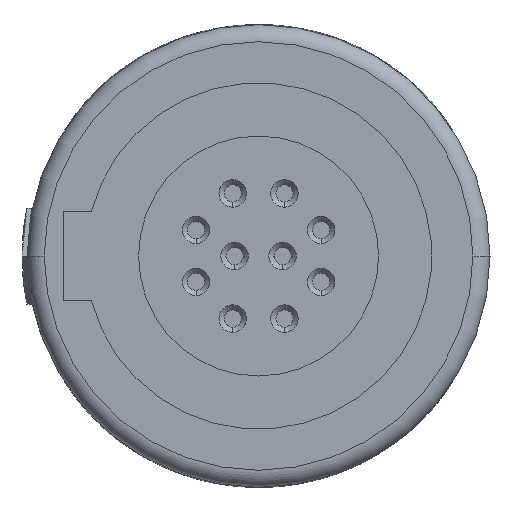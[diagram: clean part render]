
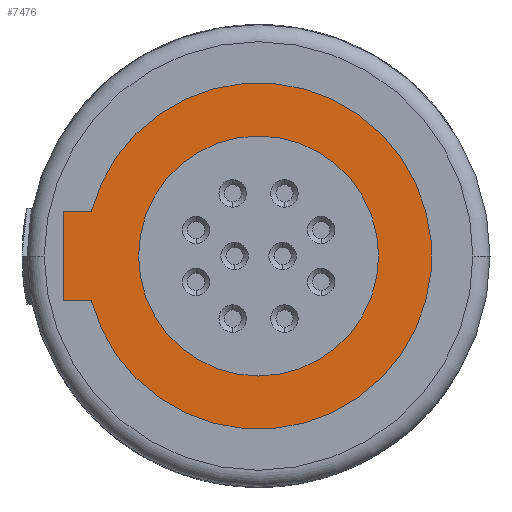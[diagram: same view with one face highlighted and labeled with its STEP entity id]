
A CAD part, left-side view. The second image highlights one B-rep face of the part: STEP entity #7476.
In plain terms, the highlighted planar face has unit normal (-1, 0, 0).
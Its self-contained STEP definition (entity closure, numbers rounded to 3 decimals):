
#2193=DIRECTION('',(0.,1.,0.));
#2194=VECTOR('',#2193,0.82);
#2195=CARTESIAN_POINT('',(0.,4.88,-1.3));
#2196=LINE('',#2195,#2194);
#2197=DIRECTION('',(0.,0.,1.));
#2198=VECTOR('',#2197,2.6);
#2199=CARTESIAN_POINT('',(0.,5.7,-1.3));
#2200=LINE('',#2199,#2198);
#2201=DIRECTION('',(0.,-1.,0.));
#2202=VECTOR('',#2201,0.82);
#2203=CARTESIAN_POINT('',(0.,5.7,1.3));
#2204=LINE('',#2203,#2202);
#2205=CARTESIAN_POINT('',(0.,0.,0.));
#2206=DIRECTION('',(1.,0.,0.));
#2207=DIRECTION('',(0.,0.,-1.));
#2208=AXIS2_PLACEMENT_3D('',#2205,#2206,#2207);
#2210=CARTESIAN_POINT('',(0.,0.,0.));
#2211=DIRECTION('',(1.,0.,0.));
#2212=DIRECTION('',(0.,0.,1.));
#2213=AXIS2_PLACEMENT_3D('',#2210,#2211,#2212);
#2224=CARTESIAN_POINT('',(0.,0.,0.));
#2225=DIRECTION('',(-1.,0.,0.));
#2226=DIRECTION('',(0.,0.966,-0.257));
#2227=AXIS2_PLACEMENT_3D('',#2224,#2225,#2226);
#4036=CARTESIAN_POINT('',(0.,0.,-3.5));
#4037=VERTEX_POINT('',#4036);
#4038=CARTESIAN_POINT('',(0.,0.,3.5));
#4039=VERTEX_POINT('',#4038);
#4656=CARTESIAN_POINT('',(0.,5.7,-1.3));
#4657=CARTESIAN_POINT('',(0.,5.7,1.3));
#4658=VERTEX_POINT('',#4656);
#4659=VERTEX_POINT('',#4657);
#4660=CARTESIAN_POINT('',(0.,4.88,-1.3));
#4661=VERTEX_POINT('',#4660);
#4662=CARTESIAN_POINT('',(0.,4.88,1.3));
#4663=VERTEX_POINT('',#4662);
#7456=CARTESIAN_POINT('',(0.,0.,0.));
#7457=DIRECTION('',(1.,0.,0.));
#7458=DIRECTION('',(0.,0.,-1.));
#7459=AXIS2_PLACEMENT_3D('',#7456,#7457,#7458);
#7460=PLANE('',#7459);
#7462=ORIENTED_EDGE('',*,*,#7461,.F.);
#7463=ORIENTED_EDGE('',*,*,#7439,.T.);
#7465=ORIENTED_EDGE('',*,*,#7464,.T.);
#7467=ORIENTED_EDGE('',*,*,#7466,.T.);
#7468=EDGE_LOOP('',(#7462,#7463,#7465,#7467));
#7469=FACE_OUTER_BOUND('',#7468,.F.);
#7471=ORIENTED_EDGE('',*,*,#7470,.F.);
#7473=ORIENTED_EDGE('',*,*,#7472,.F.);
#7474=EDGE_LOOP('',(#7471,#7473));
#7475=FACE_BOUND('',#7474,.F.);
#2209=CIRCLE('',#2208,3.5);
#2214=CIRCLE('',#2213,3.5);
#2228=CIRCLE('',#2227,5.05);
#7439=EDGE_CURVE('',#4661,#4658,#2196,.T.);
#7461=EDGE_CURVE('',#4661,#4663,#2228,.T.);
#7464=EDGE_CURVE('',#4658,#4659,#2200,.T.);
#7466=EDGE_CURVE('',#4659,#4663,#2204,.T.);
#7470=EDGE_CURVE('',#4037,#4039,#2209,.T.);
#7472=EDGE_CURVE('',#4039,#4037,#2214,.T.);
#7476=ADVANCED_FACE('',(#7469,#7475),#7460,.F.);
